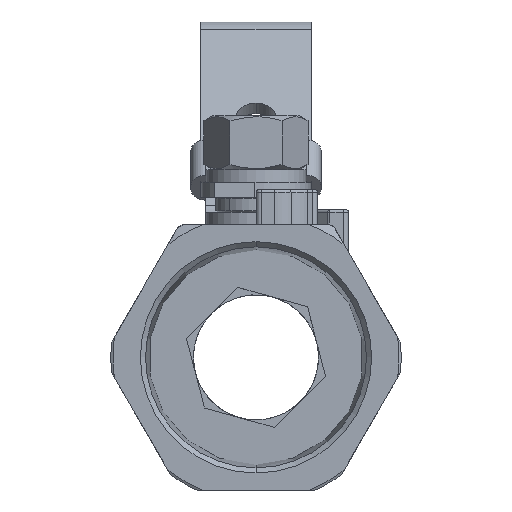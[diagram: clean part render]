
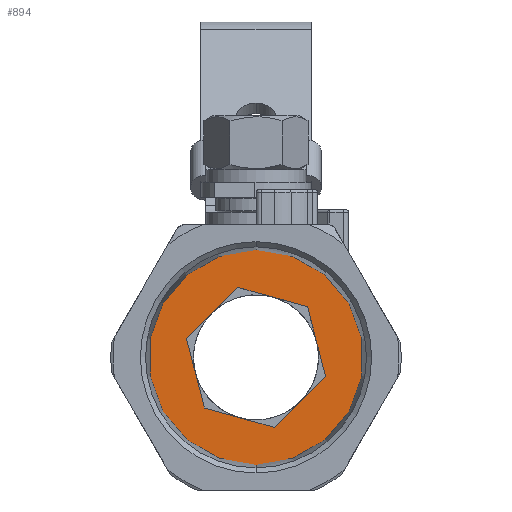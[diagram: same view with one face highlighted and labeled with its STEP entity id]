
A CAD part, front view. The second image highlights one B-rep face of the part: STEP entity #894.
In plain terms, the highlighted face is planar.
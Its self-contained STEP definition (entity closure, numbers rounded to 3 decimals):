
#809 = VERTEX_POINT ( 'NONE', #18335 ) ;
#894 = ADVANCED_FACE ( 'NONE', ( #18646, #2433 ), #7512, .T. ) ;
#1003 = ORIENTED_EDGE ( 'NONE', *, *, #7659, .F. ) ;
#1417 = EDGE_CURVE ( 'NONE', #10298, #12219, #8565, .T. ) ;
#1443 = VERTEX_POINT ( 'NONE', #4758 ) ;
#1564 = EDGE_CURVE ( 'NONE', #12140, #8978, #21853, .T. ) ;
#2202 = VECTOR ( 'NONE', #16560, 1000. ) ;
#2267 = DIRECTION ( 'NONE',  ( 0.5, 0., 0.866 ) ) ;
#2433 = FACE_OUTER_BOUND ( 'NONE', #17027, .T. ) ;
#2491 = VECTOR ( 'NONE', #2267, 1000. ) ;
#2550 = DIRECTION ( 'NONE',  ( 0., -1., 0. ) ) ;
#2753 = ORIENTED_EDGE ( 'NONE', *, *, #11676, .F. ) ;
#2776 = CARTESIAN_POINT ( 'NONE',  ( 0., 5.5, 0. ) ) ;
#3062 = DIRECTION ( 'NONE',  ( 0., -1., 0. ) ) ;
#3170 = CARTESIAN_POINT ( 'NONE',  ( 14.434, 5.5, 0. ) ) ;
#3659 = VECTOR ( 'NONE', #12038, 1000. ) ;
#4758 = CARTESIAN_POINT ( 'NONE',  ( 0., 5.5, -23.472 ) ) ;
#4926 = CARTESIAN_POINT ( 'NONE',  ( 16.888, 5.5, 4.251 ) ) ;
#5042 = ORIENTED_EDGE ( 'NONE', *, *, #8084, .F. ) ;
#5170 = CARTESIAN_POINT ( 'NONE',  ( -4.763, 5.5, -16.751 ) ) ;
#5467 = DIRECTION ( 'NONE',  ( 0., 0., 1. ) ) ;
#6009 = AXIS2_PLACEMENT_3D ( 'NONE', #16451, #3062, #6977 ) ;
#6977 = DIRECTION ( 'NONE',  ( 0., 0., 1. ) ) ;
#7295 = LINE ( 'NONE', #15045, #22343 ) ;
#7512 = PLANE ( 'NONE',  #21651 ) ;
#7659 = EDGE_CURVE ( 'NONE', #1443, #809, #15765, .T. ) ;
#8084 = EDGE_CURVE ( 'NONE', #809, #1443, #11928, .T. ) ;
#8508 = CARTESIAN_POINT ( 'NONE',  ( -7.217, 5.5, 12.5 ) ) ;
#8565 = LINE ( 'NONE', #4926, #10919 ) ;
#8576 = CARTESIAN_POINT ( 'NONE',  ( 16.888, 5.5, -4.251 ) ) ;
#8978 = VERTEX_POINT ( 'NONE', #18985 ) ;
#9751 = EDGE_LOOP ( 'NONE', ( #16997, #22462, #12972, #22403, #14894, #2753 ) ) ;
#10298 = VERTEX_POINT ( 'NONE', #3170 ) ;
#10710 = CARTESIAN_POINT ( 'NONE',  ( 7.217, 5.5, 12.5 ) ) ;
#10919 = VECTOR ( 'NONE', #14295, 1000. ) ;
#11676 = EDGE_CURVE ( 'NONE', #16539, #21015, #21648, .T. ) ;
#11928 = CIRCLE ( 'NONE', #6009, 23.472 ) ;
#12038 = DIRECTION ( 'NONE',  ( 0.5, 0., -0.866 ) ) ;
#12140 = VERTEX_POINT ( 'NONE', #16908 ) ;
#12193 = LINE ( 'NONE', #8576, #3659 ) ;
#12219 = VERTEX_POINT ( 'NONE', #18992 ) ;
#12826 = DIRECTION ( 'NONE',  ( -0.5, 0., 0.866 ) ) ;
#12972 = ORIENTED_EDGE ( 'NONE', *, *, #17220, .F. ) ;
#14295 = DIRECTION ( 'NONE',  ( -0.5, 0., -0.866 ) ) ;
#14894 = ORIENTED_EDGE ( 'NONE', *, *, #23168, .F. ) ;
#15045 = CARTESIAN_POINT ( 'NONE',  ( 24.25, 5.5, -12.5 ) ) ;
#15479 = CARTESIAN_POINT ( 'NONE',  ( -4.763, 5.5, 16.751 ) ) ;
#15619 = VECTOR ( 'NONE', #12826, 1000. ) ;
#15765 = CIRCLE ( 'NONE', #20536, 23.472 ) ;
#16451 = CARTESIAN_POINT ( 'NONE',  ( 0., 5.5, 0. ) ) ;
#16539 = VERTEX_POINT ( 'NONE', #8508 ) ;
#16560 = DIRECTION ( 'NONE',  ( 1., 0., 0. ) ) ;
#16737 = CARTESIAN_POINT ( 'NONE',  ( 24.25, 5.5, 0. ) ) ;
#16908 = CARTESIAN_POINT ( 'NONE',  ( -7.217, 5.5, -12.5 ) ) ;
#16997 = ORIENTED_EDGE ( 'NONE', *, *, #23694, .F. ) ;
#17027 = EDGE_LOOP ( 'NONE', ( #5042, #1003 ) ) ;
#17220 = EDGE_CURVE ( 'NONE', #12219, #12140, #7295, .T. ) ;
#18335 = CARTESIAN_POINT ( 'NONE',  ( 0., 5.5, 23.472 ) ) ;
#18549 = CARTESIAN_POINT ( 'NONE',  ( 24.25, 5.5, 12.5 ) ) ;
#18646 = FACE_BOUND ( 'NONE', #9751, .T. ) ;
#18738 = DIRECTION ( 'NONE',  ( 0., 1., 0. ) ) ;
#18985 = CARTESIAN_POINT ( 'NONE',  ( -14.434, 5.5, 0. ) ) ;
#18992 = CARTESIAN_POINT ( 'NONE',  ( 7.217, 5.5, -12.5 ) ) ;
#20522 = DIRECTION ( 'NONE',  ( -1., 0., 0. ) ) ;
#20536 = AXIS2_PLACEMENT_3D ( 'NONE', #2776, #2550, #21640 ) ;
#21015 = VERTEX_POINT ( 'NONE', #10710 ) ;
#21640 = DIRECTION ( 'NONE',  ( 0., 0., 1. ) ) ;
#21648 = LINE ( 'NONE', #18549, #2202 ) ;
#21651 = AXIS2_PLACEMENT_3D ( 'NONE', #16737, #18738, #5467 ) ;
#21853 = LINE ( 'NONE', #5170, #15619 ) ;
#22343 = VECTOR ( 'NONE', #20522, 1000. ) ;
#22403 = ORIENTED_EDGE ( 'NONE', *, *, #1417, .F. ) ;
#22462 = ORIENTED_EDGE ( 'NONE', *, *, #1564, .F. ) ;
#23105 = LINE ( 'NONE', #15479, #2491 ) ;
#23168 = EDGE_CURVE ( 'NONE', #21015, #10298, #12193, .T. ) ;
#23694 = EDGE_CURVE ( 'NONE', #8978, #16539, #23105, .T. ) ;
